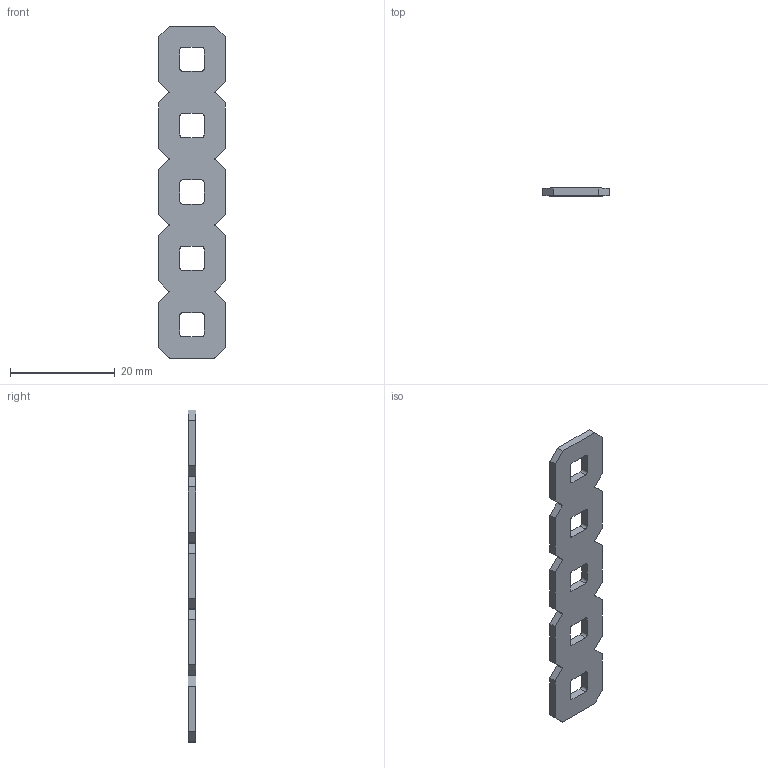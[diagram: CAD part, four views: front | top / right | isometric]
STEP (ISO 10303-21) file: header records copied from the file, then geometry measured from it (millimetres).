
FILE_DESCRIPTION(/* description */ (''),/* implementation_level */ '2;1');
FILE_NAME(/* name */ 'bar 1x5.ipt.step',/* time_stamp */ '2020-04-16T23:04:31-04:00',/* author */ ('Jordan'),/* organization */ (''),/* preprocessor_version */ 'ST-DEVELOPER v17',/* originating_system */ 'Autodesk Inventor 2019',/* authorisation */ '');
FILE_SCHEMA (('AUTOMOTIVE_DESIGN { 1 0 10303 214 3 1 1 }'));
Length unit declared in the file: inch
Products named in the file (1): bar 1x5
Bounding box: 12.7 x 1.42 x 63.52 mm (x, y, z)
Volume: 938.4 mm3; surface area: 1673.5 mm2
Topology: 1 solids, 1 shells, 84 faces, 252 edges, 171 vertices
Faces by surface type: plane 54, cylinder 30
Entity records: 2890 total; most frequent: CARTESIAN_POINT 502, ORIENTED_EDGE 492, DIRECTION 486, EDGE_CURVE 246, LINE 186, VECTOR 186, VERTEX_POINT 164, AXIS2_PLACEMENT_3D 150
